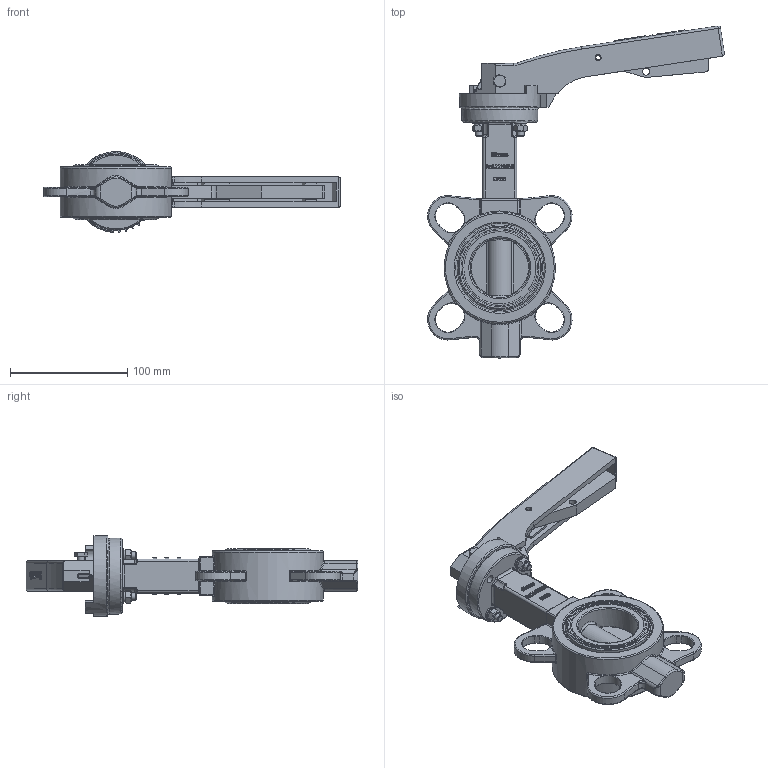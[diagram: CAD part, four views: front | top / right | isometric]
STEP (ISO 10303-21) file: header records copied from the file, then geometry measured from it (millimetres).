
FILE_DESCRIPTION(/* description */ ('1123050'),/* implementation_level */ '2;1');
FILE_NAME(/* name */ '1123050.stp',/* time_stamp */ '2016-04-15T10:43:17+02:00',/* author */ ('jmorand'),/* organization */ ('Sferaco'),/* preprocessor_version */ 'ST-DEVELOPER v16.1',/* originating_system */ 'Autodesk Inventor 2016',/* authorisation */ '');
FILE_SCHEMA (('AUTOMOTIVE_DESIGN { 1 0 10303 214 3 1 1 }'));
Products named in the file (1): 1123050_bd
Bounding box: 253.47 x 283.5 x 68.85 mm (x, y, z)
Volume: 555287.5 mm3; surface area: 115310.2 mm2
Topology: 1 solids, 2 shells, 1811 faces, 4763 edges, 3017 vertices
Faces by surface type: plane 741, bspline 651, cylinder 268, torus 124, cone 17, sphere 10
Full cylindrical faces by diameter (mm): 4.917 x1, 5 x2, 6 x6, 6.4 x2, 7 x4, 10 x3, 11 x2, 11.5 x2, 17 x1, 51 x2, 65 x1, 73 x2, 76 x2, 95 x1
Entity records: 65390 total; most frequent: CARTESIAN_POINT 23639, ORIENTED_EDGE 9272, DIRECTION 6373, EDGE_CURVE 4636, VERTEX_POINT 2991, LINE 2411, VECTOR 2411, EDGE_LOOP 1999
